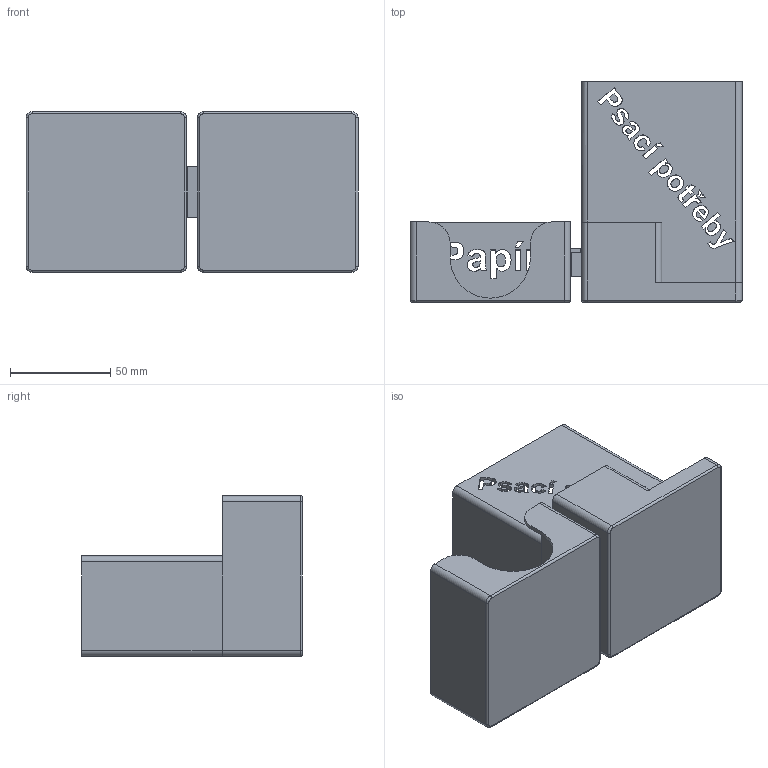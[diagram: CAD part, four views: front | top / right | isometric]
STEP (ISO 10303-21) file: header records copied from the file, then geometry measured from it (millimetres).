
FILE_DESCRIPTION(/* description */ (''),/* implementation_level */ '2;1');
FILE_NAME(/* name */ 'Set miska na papírky + zásobník tužek v4.step',/* time_stamp */ '2017-05-12T16:40:12+02:00',/* author */ (''),/* organization */ (''),/* preprocessor_version */ 'ST-DEVELOPER v16.13',/* originating_system */ 'Autodesk Translation Framework v6.1.1.50',/* authorisation */ '');
FILE_SCHEMA (('AUTOMOTIVE_DESIGN { 1 0 10303 214 3 1 1 }'));
Length unit declared in the file: millimetre
Products named in the file (3): Set miska na papírky + zásobník tuže
k v4; Zásobník na tužky; Miska na papírky v3
Assembly tree (2 placements, depth 2):
  Set miska na papírky + zásobník tuže
k v4
    Zásobník na tužky
    Miska na papírky v3
Bounding box: 165.5 x 110 x 80 mm (x, y, z)
Volume: 108273 mm3; surface area: 110145 mm2
Topology: 17 solids, 17 shells, 704 faces, 1990 edges, 1321 vertices
Faces by surface type: bspline 407, plane 256, cylinder 33, torus 8
Entity records: 27757 total; most frequent: CARTESIAN_POINT 12060, ORIENTED_EDGE 3980, EDGE_CURVE 1990, DIRECTION 1864, VERTEX_POINT 1321, LINE 1094, VECTOR 1094, B_SPLINE_CURVE_WITH_KNOTS 814
